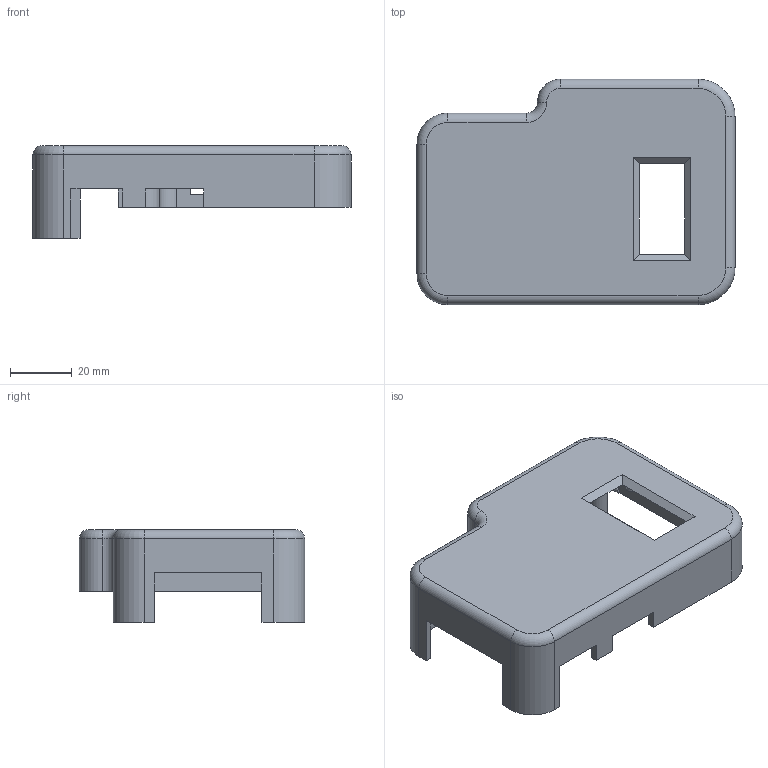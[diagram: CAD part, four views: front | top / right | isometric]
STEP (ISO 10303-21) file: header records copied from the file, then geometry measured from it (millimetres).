
FILE_DESCRIPTION(/* description */ (''),/* implementation_level */ '2;1');
FILE_NAME(/* name */ 'Iguana_Case_Final v2.step',/* time_stamp */ '2023-11-13T18:19:49-03:00',/* author */ (''),/* organization */ (''),/* preprocessor_version */ 'ST-DEVELOPER v20',/* originating_system */ 'Autodesk Translation Framework v12.14.0.127',/* authorisation */ '');
FILE_SCHEMA (('AUTOMOTIVE_DESIGN { 1 0 10303 214 3 1 1 }'));
Length unit declared in the file: millimetre
Products named in the file (1): Iguana_Case_Final
Bounding box: 103 x 73 x 30 mm (x, y, z)
Volume: 25614.3 mm3; surface area: 25612.1 mm2
Topology: 1 solids, 1 shells, 119 faces, 288 edges, 180 vertices
Faces by surface type: plane 65, cylinder 37, torus 16, bspline 1
Full cylindrical faces by diameter (mm): 3 x8, 6 x1
Entity records: 3497 total; most frequent: DIRECTION 631, CARTESIAN_POINT 596, ORIENTED_EDGE 576, EDGE_CURVE 288, AXIS2_PLACEMENT_3D 224, LINE 183, VECTOR 183, VERTEX_POINT 180
